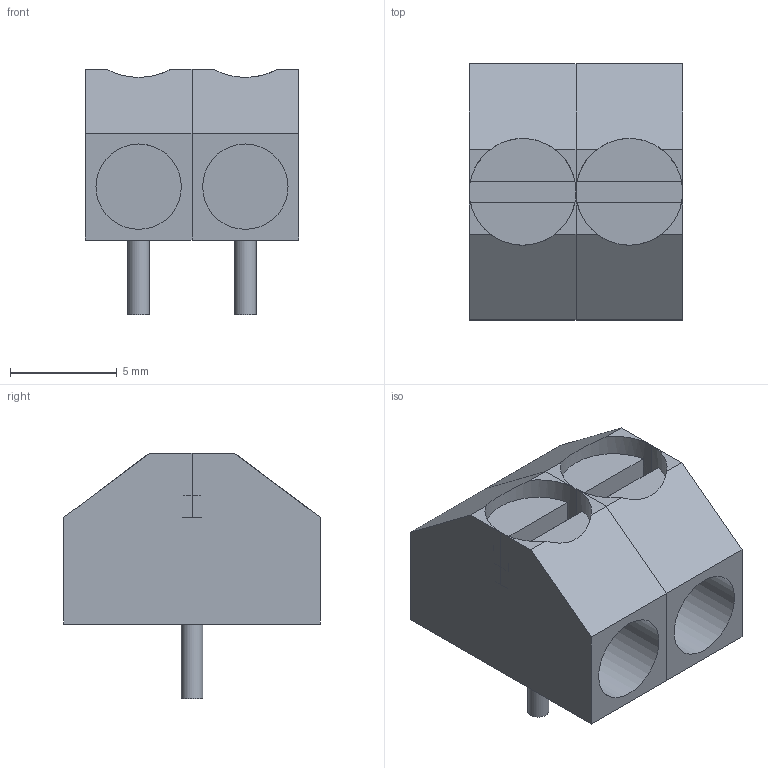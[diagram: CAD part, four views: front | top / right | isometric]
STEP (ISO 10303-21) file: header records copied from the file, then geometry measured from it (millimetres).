
FILE_DESCRIPTION(('FreeCAD Model'),'2;1');
FILE_NAME('terminal-2.step', '2019-03-08T15:17:34',('Author'),(''), 'Open CASCADE STEP processor 6.9','FreeCAD','Unknown');
FILE_SCHEMA(('AUTOMOTIVE_DESIGN_CC2 { 1 2 10303 214 -1 1 5 4 }'));
Length unit declared in the file: millimetre
Products named in the file (4): Cut002; Cut003; Extrude001; Connect
Bounding box: 10 x 12 x 11.5 mm (x, y, z)
Volume: 568.5 mm3; surface area: 1096.4 mm2
Topology: 4 solids, 4 shells, 51 faces, 110 edges, 71 vertices
Faces by surface type: plane 40, cylinder 11
Full cylindrical faces by diameter (mm): 1 x2, 1.6 x2, 4 x2, 5 x1
Entity records: 2054 total; most frequent: CARTESIAN_POINT 501, DIRECTION 249, ORIENTED_EDGE 220, EDGE_CURVE 110, AXIS2_PLACEMENT_3D 89, VERTEX_POINT 71, LINE 71, VECTOR 71
